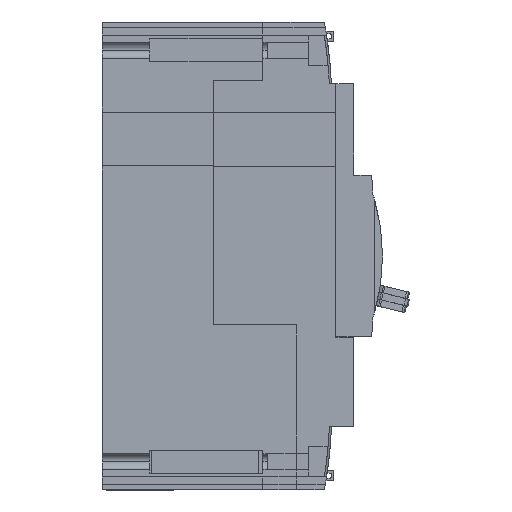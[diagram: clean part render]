
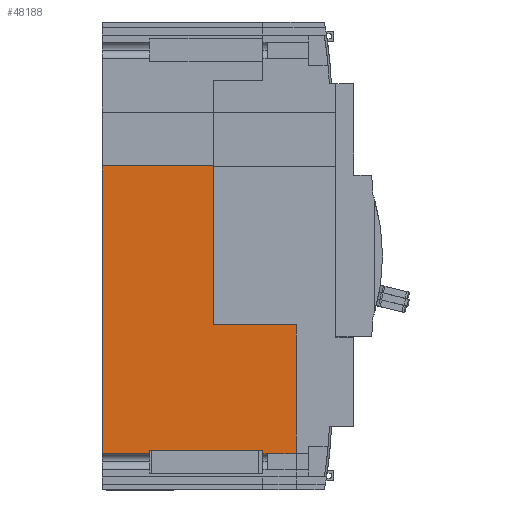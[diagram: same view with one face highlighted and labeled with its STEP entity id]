
A CAD part, left-side view. The second image highlights one B-rep face of the part: STEP entity #48188.
In plain terms, the highlighted planar face has unit normal (-1, 0, 0).
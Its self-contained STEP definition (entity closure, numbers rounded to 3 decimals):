
#26812=VERTEX_POINT('',#75036);
#27590=EDGE_CURVE('',#45798,#37456,#75879,.T.);
#31006=EDGE_CURVE('',#47678,#26812,#79595,.T.);
#31322=EDGE_CURVE('',#48990,#65398,#79933,.T.);
#32642=VERTEX_POINT('',#81375);
#34528=VERTEX_POINT('',#83433);
#37456=VERTEX_POINT('',#86642);
#38396=EDGE_CURVE('',#50476,#46598,#87666,.T.);
#38574=EDGE_CURVE('',#48990,#37456,#87865,.T.);
#39232=EDGE_CURVE('',#26812,#32642,#88579,.T.);
#39786=EDGE_CURVE('',#68754,#34528,#89173,.T.);
#40014=EDGE_CURVE('',#48944,#53452,#89422,.T.);
#41972=EDGE_CURVE('',#53452,#68754,#91558,.T.);
#43758=EDGE_CURVE('',#32642,#50476,#93485,.T.);
#44504=EDGE_CURVE('',#65398,#47678,#94280,.T.);
#45798=VERTEX_POINT('',#95706);
#46598=VERTEX_POINT('',#96580);
#47678=VERTEX_POINT('',#97753);
#48188=ADVANCED_FACE('',(#98306),#98307,.F.);
#48944=VERTEX_POINT('',#99141);
#48990=VERTEX_POINT('',#99192);
#50476=VERTEX_POINT('',#100806);
#53452=VERTEX_POINT('',#104058);
#54328=EDGE_CURVE('',#34528,#70550,#105004,.T.);
#61652=EDGE_CURVE('',#46598,#68796,#112964,.T.);
#64828=EDGE_CURVE('',#70550,#68796,#116418,.T.);
#65398=VERTEX_POINT('',#117033);
#68754=VERTEX_POINT('',#120686);
#68796=VERTEX_POINT('',#120732);
#70344=EDGE_CURVE('',#45798,#48944,#122420,.T.);
#70550=VERTEX_POINT('',#122637);
#75036=CARTESIAN_POINT('',(-63.45,-44.65,-54.0));
#75879=LINE('',#130019,#130020);
#79595=LINE('',#135508,#135509);
#79933=LINE('',#136027,#136028);
#81375=CARTESIAN_POINT('',(-63.45,-44.65,-55.071));
#83433=CARTESIAN_POINT('',(-63.45,-54.0,-22.6));
#86642=CARTESIAN_POINT('',(-63.45,0.0,25.05));
#87666=LINE('',#147387,#147388);
#87865=LINE('',#147692,#147693);
#88579=LINE('',#148715,#148716);
#89173=LINE('',#149594,#149595);
#89422=LINE('',#149977,#149978);
#91558=LINE('',#153060,#153061);
#93485=LINE('',#155897,#155898);
#94280=LINE('',#157121,#157122);
#95706=CARTESIAN_POINT('',(-63.45,-31.0,25.05));
#96580=CARTESIAN_POINT('',(-63.45,-46.0,-55.));
#97753=CARTESIAN_POINT('',(-63.45,-13.2,-54.0));
#98306=FACE_OUTER_BOUND('',#163091,.T.);
#98307=PLANE('',#163092);
#99141=CARTESIAN_POINT('',(-63.45,-31.0,25.0));
#99192=CARTESIAN_POINT('',(-63.45,0.0,-55.071));
#100806=CARTESIAN_POINT('',(-63.45,-46.0,-55.071));
#104058=CARTESIAN_POINT('',(-63.45,-31.0,-19.0));
#105004=LINE('',#172939,#172940);
#112964=LINE('',#184591,#184592);
#116418=LINE('',#189672,#189673);
#117033=CARTESIAN_POINT('',(-63.45,-13.2,-55.071));
#120686=CARTESIAN_POINT('',(-63.45,-54.0,-19.0));
#120732=CARTESIAN_POINT('',(-63.45,-54.0,-55.));
#122420=LINE('',#198665,#198666);
#122637=CARTESIAN_POINT('',(-63.45,-54.0,-47.5));
#130019=CARTESIAN_POINT('',(-63.45,-27.204,25.05));
#130020=VECTOR('',#205252,1.0);
#135508=CARTESIAN_POINT('',(-63.45,-18.304,-54.0));
#135509=VECTOR('',#209304,1.0);
#136027=CARTESIAN_POINT('',(-63.45,-6.6,-55.071));
#136028=VECTOR('',#209617,1.0);
#147387=CARTESIAN_POINT('',(-63.45,-46.0,-29.11));
#147388=VECTOR('',#218264,1.0);
#147692=CARTESIAN_POINT('',(-63.45,0.0,65.0));
#147693=VECTOR('',#218485,1.0);
#148715=CARTESIAN_POINT('',(-63.45,-44.65,-29.11));
#148716=VECTOR('',#219181,1.0);
#149594=CARTESIAN_POINT('',(-63.45,-54.0,-65.0));
#149595=VECTOR('',#219737,1.0);
#149977=CARTESIAN_POINT('',(-63.45,-31.0,-19.0));
#149978=VECTOR('',#219988,1.0);
#153060=CARTESIAN_POINT('',(-63.45,-54.0,-19.0));
#153061=VECTOR('',#222407,1.0);
#155897=CARTESIAN_POINT('',(-63.45,-45.325,-55.071));
#155898=VECTOR('',#224227,1.0);
#157121=CARTESIAN_POINT('',(-63.45,-13.2,-29.11));
#157122=VECTOR('',#224879,1.0);
#163091=EDGE_LOOP('',(#229186,#229187,#229188,#229189,#229190,#229191,#229192,#229193,#229194,#229195,#229196,#229197,#229198,#229199,#229200));
#163092=AXIS2_PLACEMENT_3D('',#229201,#229202,#229203);
#172939=CARTESIAN_POINT('',(-63.45,-54.0,-65.0));
#172940=VECTOR('',#236400,1.0);
#184591=CARTESIAN_POINT('',(-63.45,-34.704,-55.));
#184592=VECTOR('',#245046,1.0);
#189672=CARTESIAN_POINT('',(-63.45,-54.0,-65.0));
#189673=VECTOR('',#248725,1.0);
#198665=CARTESIAN_POINT('',(-63.45,-31.0,-19.0));
#198666=VECTOR('',#255030,1.0);
#205252=DIRECTION('',(0.0,1.0,0.0));
#209304=DIRECTION('',(0.0,-1.0,0.0));
#209617=DIRECTION('',(0.0,-1.0,0.0));
#218264=DIRECTION('',(-0.0,0.0,1.0));
#218485=DIRECTION('',(0.0,0.0,1.0));
#219181=DIRECTION('',(0.0,0.0,-1.0));
#219737=DIRECTION('',(-0.0,-0.0,-1.0));
#219988=DIRECTION('',(-0.0,-0.0,-1.0));
#222407=DIRECTION('',(-0.0,-1.0,-0.0));
#224227=DIRECTION('',(0.0,-1.0,0.0));
#224879=DIRECTION('',(-0.0,0.0,1.0));
#229186=ORIENTED_EDGE('',*,*,#27590,.T.);
#229187=ORIENTED_EDGE('',*,*,#38574,.F.);
#229188=ORIENTED_EDGE('',*,*,#31322,.T.);
#229189=ORIENTED_EDGE('',*,*,#44504,.T.);
#229190=ORIENTED_EDGE('',*,*,#31006,.T.);
#229191=ORIENTED_EDGE('',*,*,#39232,.T.);
#229192=ORIENTED_EDGE('',*,*,#43758,.T.);
#229193=ORIENTED_EDGE('',*,*,#38396,.T.);
#229194=ORIENTED_EDGE('',*,*,#61652,.T.);
#229195=ORIENTED_EDGE('',*,*,#64828,.F.);
#229196=ORIENTED_EDGE('',*,*,#54328,.F.);
#229197=ORIENTED_EDGE('',*,*,#39786,.F.);
#229198=ORIENTED_EDGE('',*,*,#41972,.F.);
#229199=ORIENTED_EDGE('',*,*,#40014,.F.);
#229200=ORIENTED_EDGE('',*,*,#70344,.F.);
#229201=CARTESIAN_POINT('',(-63.45,-23.409,-0.969));
#229202=DIRECTION('',(1.0,0.0,0.0));
#229203=DIRECTION('',(0.0,1.0,0.0));
#236400=DIRECTION('',(-0.0,-0.0,-1.0));
#245046=DIRECTION('',(0.0,-1.0,0.0));
#248725=DIRECTION('',(-0.0,-0.0,-1.0));
#255030=DIRECTION('',(-0.0,-0.0,-1.0));
